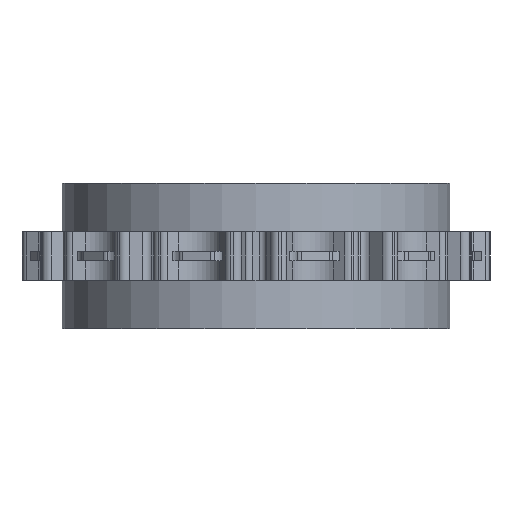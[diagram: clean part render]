
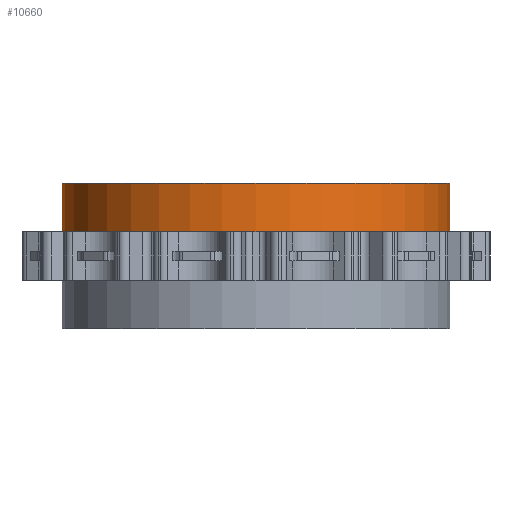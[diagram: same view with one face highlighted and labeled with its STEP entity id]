
A CAD part, front view. The second image highlights one B-rep face of the part: STEP entity #10660.
In plain terms, the highlighted cylindrical face has radius 40 mm (diameter 80 mm), a partial arc.
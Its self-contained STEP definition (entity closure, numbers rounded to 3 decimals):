
#1005 = ORIENTED_EDGE ( 'NONE', *, *, #1199, .F. ) ;
#1051 = VECTOR ( 'NONE', #2601, 1000. ) ;
#1199 = EDGE_CURVE ( 'NONE', #1462, #7737, #3706, .T. ) ;
#1227 = DIRECTION ( 'NONE',  ( -1., 0., 0. ) ) ;
#1296 = CARTESIAN_POINT ( 'NONE',  ( 0., 0., 10. ) ) ;
#1462 = VERTEX_POINT ( 'NONE', #8365 ) ;
#2505 = FACE_OUTER_BOUND ( 'NONE', #4742, .T. ) ;
#2601 = DIRECTION ( 'NONE',  ( 0., 0., -1. ) ) ;
#2625 = AXIS2_PLACEMENT_3D ( 'NONE', #1296, #5635, #10669 ) ;
#2836 = CARTESIAN_POINT ( 'NONE',  ( 40., 0., 20. ) ) ;
#3706 = CIRCLE ( 'NONE', #5280, 40. ) ;
#4169 = CARTESIAN_POINT ( 'NONE',  ( 40., 0., 10. ) ) ;
#4259 = LINE ( 'NONE', #10108, #1051 ) ;
#4432 = ORIENTED_EDGE ( 'NONE', *, *, #9343, .T. ) ;
#4527 = DIRECTION ( 'NONE',  ( 0., 0., -1. ) ) ;
#4563 = ORIENTED_EDGE ( 'NONE', *, *, #10819, .F. ) ;
#4588 = EDGE_CURVE ( 'NONE', #5285, #5706, #7344, .T. ) ;
#4742 = EDGE_LOOP ( 'NONE', ( #4563, #1005, #4432, #6853 ) ) ;
#5280 = AXIS2_PLACEMENT_3D ( 'NONE', #10349, #6287, #6238 ) ;
#5285 = VERTEX_POINT ( 'NONE', #8457 ) ;
#5635 = DIRECTION ( 'NONE',  ( 0., 0., 1. ) ) ;
#5706 = VERTEX_POINT ( 'NONE', #4169 ) ;
#6170 = CYLINDRICAL_SURFACE ( 'NONE', #6865, 40. ) ;
#6238 = DIRECTION ( 'NONE',  ( 1., 0., 0. ) ) ;
#6287 = DIRECTION ( 'NONE',  ( 0., 0., 1. ) ) ;
#6853 = ORIENTED_EDGE ( 'NONE', *, *, #4588, .T. ) ;
#6865 = AXIS2_PLACEMENT_3D ( 'NONE', #7045, #4527, #1227 ) ;
#7045 = CARTESIAN_POINT ( 'NONE',  ( 0., 0., 20. ) ) ;
#7344 = CIRCLE ( 'NONE', #2625, 40. ) ;
#7737 = VERTEX_POINT ( 'NONE', #2836 ) ;
#8141 = DIRECTION ( 'NONE',  ( 0., 0., -1. ) ) ;
#8365 = CARTESIAN_POINT ( 'NONE',  ( -40., 0., 20. ) ) ;
#8457 = CARTESIAN_POINT ( 'NONE',  ( -40., 0., 10. ) ) ;
#9343 = EDGE_CURVE ( 'NONE', #1462, #5285, #4259, .T. ) ;
#9780 = CARTESIAN_POINT ( 'NONE',  ( 40., 0., 20. ) ) ;
#9897 = LINE ( 'NONE', #9780, #10018 ) ;
#10018 = VECTOR ( 'NONE', #8141, 1000. ) ;
#10108 = CARTESIAN_POINT ( 'NONE',  ( -40., 0., 20. ) ) ;
#10349 = CARTESIAN_POINT ( 'NONE',  ( 0., 0., 20. ) ) ;
#10660 = ADVANCED_FACE ( 'NONE', ( #2505 ), #6170, .T. ) ;
#10669 = DIRECTION ( 'NONE',  ( 1., 0., 0. ) ) ;
#10819 = EDGE_CURVE ( 'NONE', #7737, #5706, #9897, .T. ) ;
